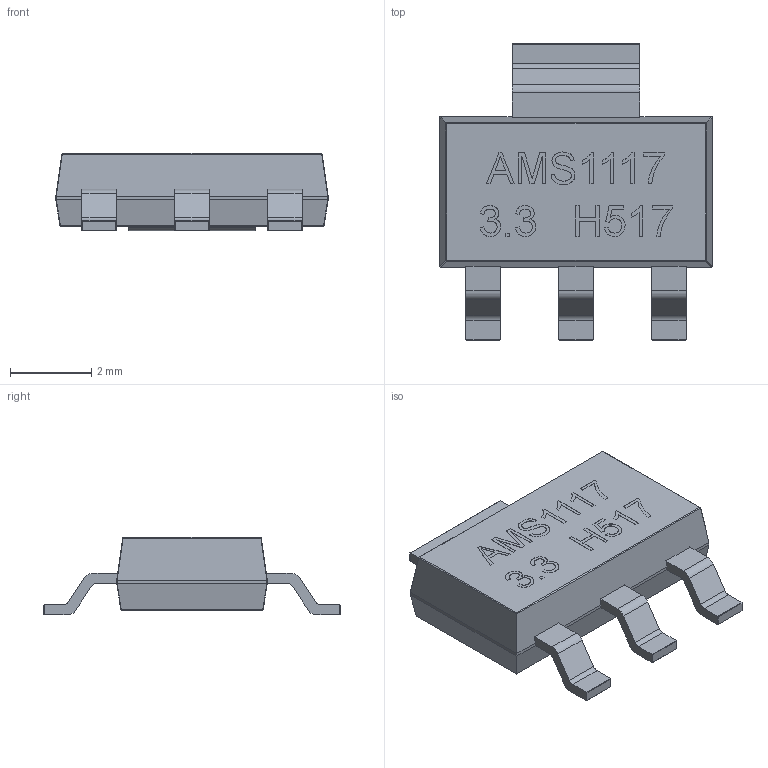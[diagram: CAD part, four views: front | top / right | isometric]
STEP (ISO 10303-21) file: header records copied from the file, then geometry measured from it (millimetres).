
FILE_DESCRIPTION(('FreeCAD Model'),'2;1');
FILE_NAME('AMS1117_3V3_axisZ.step','2018-10-01T12:30:22',('Author'),(''), 'Open CASCADE STEP processor 7.2','FreeCAD','Unknown');
FILE_SCHEMA(('AUTOMOTIVE_DESIGN { 1 0 10303 214 1 1 1 1 }'));
Length unit declared in the file: millimetre
Products named in the file (3): AMS1117Pin; Text; AMS1117Body
Bounding box: 6.71 x 7.3 x 1.91 mm (x, y, z)
Volume: 45.6 mm3; surface area: 123 mm2
Topology: 19 solids, 19 shells, 619 faces, 3324 edges, 7756 vertices
Faces by surface type: plane 299, extrusion 268, bspline 36, cylinder 16
Entity records: 63651 total; most frequent: CARTESIAN_POINT 20382, DIRECTION 5700, VECTOR 4868, LINE 4600, ORIENTED_EDGE 3316, PCURVE 3316, DEFINITIONAL_REPRESENTATION 3316, B_SPLINE_CURVE_WITH_KNOTS 2180
